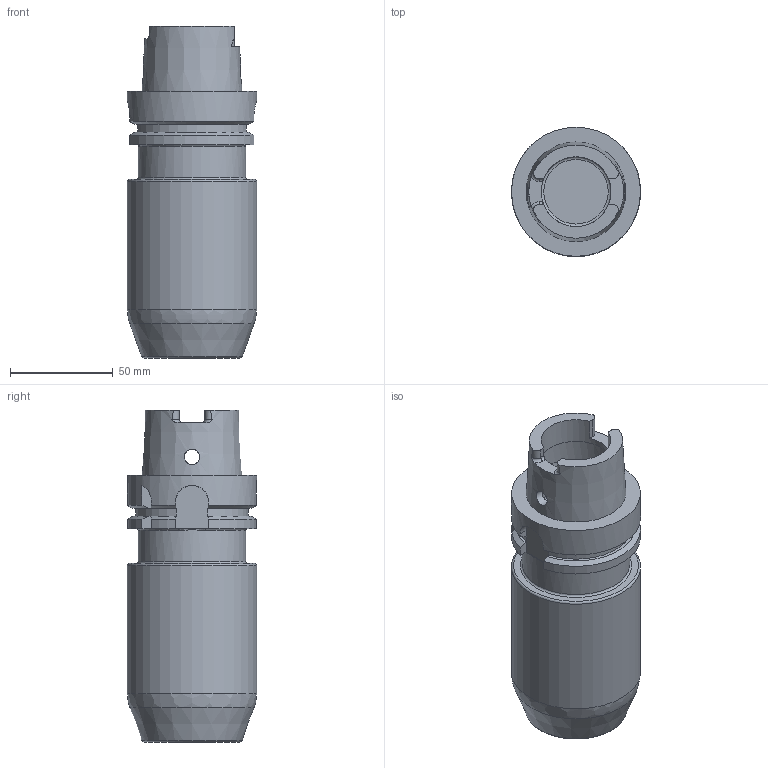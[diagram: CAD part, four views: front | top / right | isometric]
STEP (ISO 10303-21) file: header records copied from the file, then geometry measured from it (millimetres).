
FILE_DESCRIPTION(/* description */ (''),/* implementation_level */ '2;1');
FILE_NAME(/* name */ '1506425396868.stp',/* time_stamp */ '2017-09-26T13:30:03+02:00',/* author */ (''),/* organization */ ('SMS'),/* preprocessor_version */ 'ST-DEVELOPER v15',/* originating_system */ 'SIEMENS PLM Software NX 8.5',/* authorisation */ '');
FILE_SCHEMA (('AUTOMOTIVE_DESIGN { 1 0 10303 214 3 1 1 1 }'));
Length unit declared in the file: millimetre
Products named in the file (1): 201207318MOD000_00
Bounding box: 63 x 63 x 161.9 mm (x, y, z)
Volume: 379334 mm3; surface area: 41718.1 mm2
Topology: 1 solids, 1 shells, 82 faces, 231 edges, 149 vertices
Faces by surface type: plane 35, cylinder 24, torus 10, cone 10, bspline 3
Full cylindrical faces by diameter (mm): 7.5 x2, 34.05 x2, 40.08 x1, 52.5 x1, 62.94 x1, 63 x1
Entity records: 2940 total; most frequent: CARTESIAN_POINT 953, DIRECTION 401, ORIENTED_EDGE 396, EDGE_CURVE 198, AXIS2_PLACEMENT_3D 155, VERTEX_POINT 136, EDGE_LOOP 104, LINE 91
